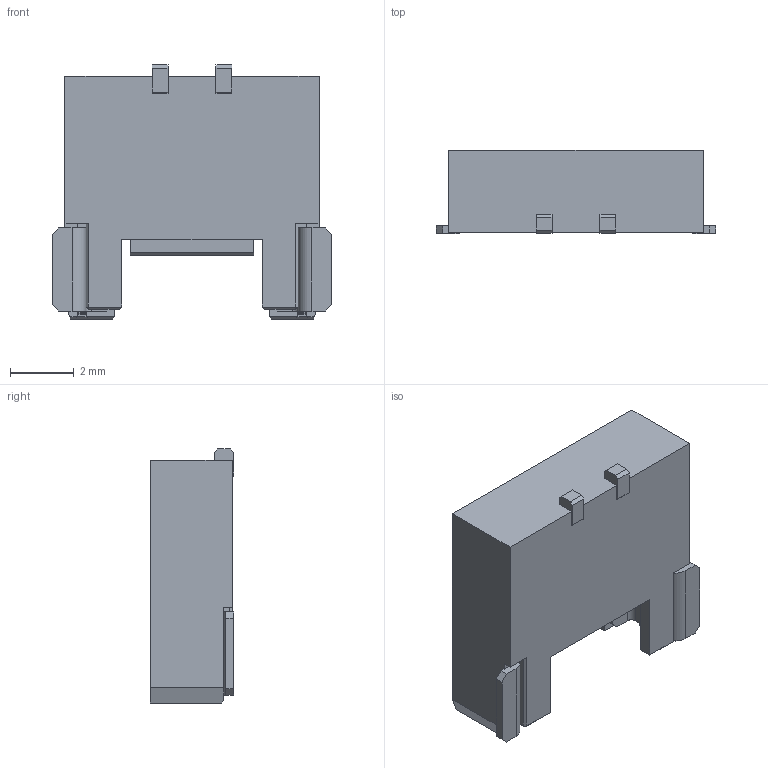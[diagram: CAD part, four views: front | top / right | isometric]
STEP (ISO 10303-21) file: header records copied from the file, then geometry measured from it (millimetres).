
FILE_DESCRIPTION (( 'STEP AP214' ), '1' );
FILE_NAME ('205338-0002.STEP', '2024-03-07T02:37:09', ( '' ), ( '' ), 'SwSTEP 2.0', 'SolidWorks 2021', '' );
FILE_SCHEMA (( 'AUTOMOTIVE_DESIGN' ));
Length unit declared in the file: millimetre
Products named in the file (1): 205338-0002
Bounding box: 8.75 x 2.6 x 7.95 mm (x, y, z)
Volume: 80.7 mm3; surface area: 314.9 mm2
Topology: 7 solids, 7 shells, 206 faces, 555 edges, 360 vertices
Faces by surface type: plane 184, cylinder 22
Entity records: 6419 total; most frequent: CARTESIAN_POINT 1122, ORIENTED_EDGE 1110, DIRECTION 1013, EDGE_CURVE 555, VECTOR 511, LINE 511, VERTEX_POINT 360, AXIS2_PLACEMENT_3D 251
